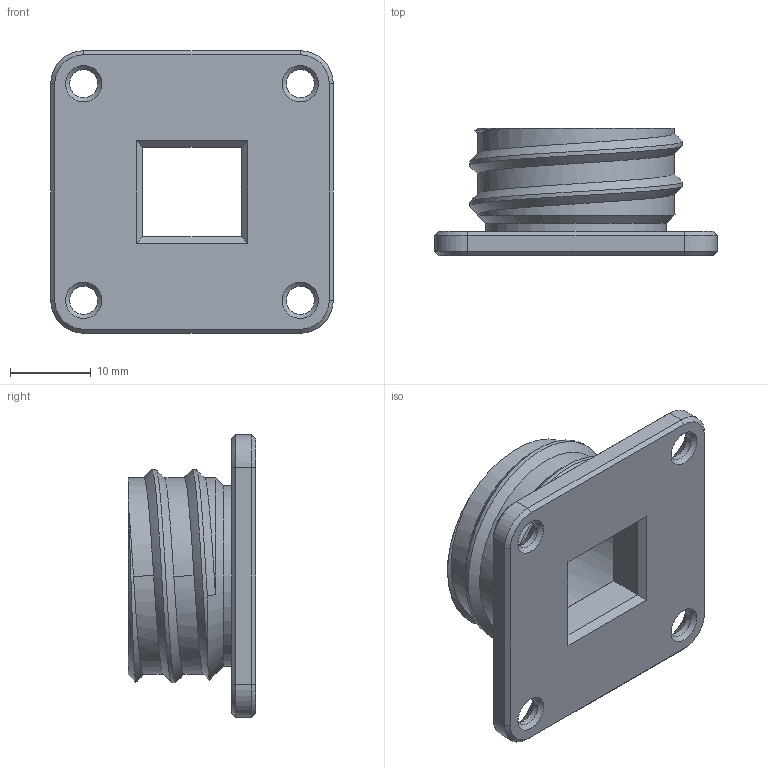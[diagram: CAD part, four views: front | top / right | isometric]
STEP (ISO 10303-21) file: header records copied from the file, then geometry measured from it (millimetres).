
FILE_DESCRIPTION(/* description */ (''),/* implementation_level */ '2;1');
FILE_NAME(/* name */ 'PanelMountedUSB .step',/* time_stamp */ '2020-12-22T14:35:24+01:00',/* author */ (''),/* organization */ (''),/* preprocessor_version */ 'ST-DEVELOPER v18.1',/* originating_system */ 'Autodesk Translation Framework v9.7.1.1290',/* authorisation */ '');
FILE_SCHEMA (('AUTOMOTIVE_DESIGN { 1 0 10303 214 3 1 1 }'));
Length unit declared in the file: millimetre
Products named in the file (1): PanelMountedUSB
Bounding box: 35 x 15.8 x 35 mm (x, y, z)
Volume: 4980.3 mm3; surface area: 4677.6 mm2
Topology: 1 solids, 1 shells, 73 faces, 171 edges, 102 vertices
Faces by surface type: plane 28, cylinder 20, cone 19, sphere 4, bspline 2
Full cylindrical faces by diameter (mm): 3.5 x4, 22 x1, 22.4 x1, 24.4 x2
Entity records: 2875 total; most frequent: CARTESIAN_POINT 1160, DIRECTION 352, ORIENTED_EDGE 342, EDGE_CURVE 171, AXIS2_PLACEMENT_3D 128, VERTEX_POINT 102, LINE 96, VECTOR 96
